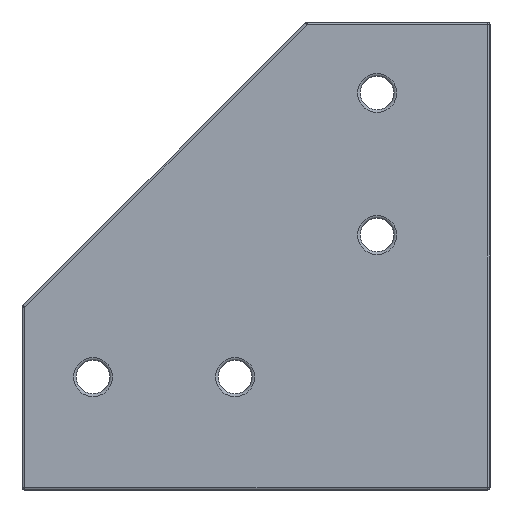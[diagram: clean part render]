
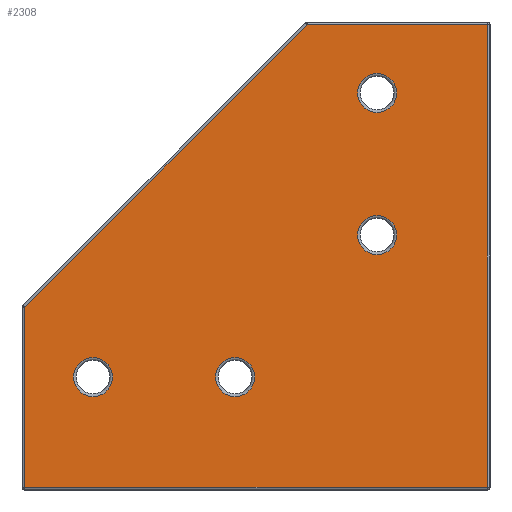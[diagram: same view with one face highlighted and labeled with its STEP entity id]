
A CAD part, left-side view. The second image highlights one B-rep face of the part: STEP entity #2308.
In plain terms, the highlighted planar face has unit normal (-1, 0, 0).
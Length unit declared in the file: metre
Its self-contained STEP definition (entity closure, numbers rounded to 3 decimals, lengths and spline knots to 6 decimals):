
#172=CIRCLE('',#2511,0.0035);
#173=CIRCLE('',#2512,0.0035);
#174=CIRCLE('',#2513,0.0035);
#175=CIRCLE('',#2514,0.0035);
#378=ORIENTED_EDGE('',*,*,#1010,.T.);
#379=ORIENTED_EDGE('',*,*,#1011,.T.);
#380=ORIENTED_EDGE('',*,*,#1012,.T.);
#381=ORIENTED_EDGE('',*,*,#1013,.T.);
#382=ORIENTED_EDGE('',*,*,#1014,.T.);
#383=ORIENTED_EDGE('',*,*,#1015,.T.);
#384=ORIENTED_EDGE('',*,*,#1016,.T.);
#385=ORIENTED_EDGE('',*,*,#1017,.T.);
#386=ORIENTED_EDGE('',*,*,#1018,.T.);
#1010=EDGE_CURVE('',#1326,#1326,#172,.T.);
#1011=EDGE_CURVE('',#1327,#1327,#173,.T.);
#1012=EDGE_CURVE('',#1328,#1328,#174,.T.);
#1013=EDGE_CURVE('',#1329,#1329,#175,.T.);
#1014=EDGE_CURVE('',#1330,#1331,#1516,.T.);
#1015=EDGE_CURVE('',#1331,#1332,#1517,.T.);
#1016=EDGE_CURVE('',#1332,#1333,#1518,.F.);
#1017=EDGE_CURVE('',#1333,#1334,#1519,.F.);
#1018=EDGE_CURVE('',#1334,#1330,#1520,.F.);
#1326=VERTEX_POINT('',#3776);
#1327=VERTEX_POINT('',#3778);
#1328=VERTEX_POINT('',#3780);
#1329=VERTEX_POINT('',#3782);
#1330=VERTEX_POINT('',#3784);
#1331=VERTEX_POINT('',#3785);
#1332=VERTEX_POINT('',#3787);
#1333=VERTEX_POINT('',#3789);
#1334=VERTEX_POINT('',#3791);
#1516=LINE('',#3783,#1642);
#1517=LINE('',#3786,#1643);
#1518=LINE('',#3788,#1644);
#1519=LINE('',#3790,#1645);
#1520=LINE('',#3792,#1646);
#1642=VECTOR('',#2917,1.);
#1643=VECTOR('',#2918,1.);
#1644=VECTOR('',#2919,1.);
#1645=VECTOR('',#2920,1.);
#1646=VECTOR('',#2921,1.);
#1758=EDGE_LOOP('',(#378));
#1759=EDGE_LOOP('',(#379));
#1760=EDGE_LOOP('',(#380));
#1761=EDGE_LOOP('',(#381));
#1762=EDGE_LOOP('',(#382,#383,#384,#385,#386));
#2024=FACE_BOUND('',#1758,.T.);
#2025=FACE_BOUND('',#1759,.T.);
#2026=FACE_BOUND('',#1760,.T.);
#2027=FACE_BOUND('',#1761,.T.);
#2028=FACE_BOUND('',#1762,.T.);
#2282=PLANE('',#2510);
#2308=ADVANCED_FACE('',(#2024,#2025,#2026,#2027,#2028),#2282,.F.);
#2510=AXIS2_PLACEMENT_3D('',#3774,#2907,#2908);
#2511=AXIS2_PLACEMENT_3D('',#3775,#2909,#2910);
#2512=AXIS2_PLACEMENT_3D('',#3777,#2911,#2912);
#2513=AXIS2_PLACEMENT_3D('',#3779,#2913,#2914);
#2514=AXIS2_PLACEMENT_3D('',#3781,#2915,#2916);
#2907=DIRECTION('',(1.,0.,0.));
#2908=DIRECTION('',(0.,0.,-1.));
#2909=DIRECTION('',(1.,0.,0.));
#2910=DIRECTION('',(0.,0.,-1.));
#2911=DIRECTION('',(1.,0.,0.));
#2912=DIRECTION('',(0.,0.,-1.));
#2913=DIRECTION('',(1.,0.,0.));
#2914=DIRECTION('',(0.,0.,-1.));
#2915=DIRECTION('',(1.,0.,0.));
#2916=DIRECTION('',(0.,0.,-1.));
#2917=DIRECTION('',(0.,0.,-1.));
#2918=DIRECTION('',(0.,-1.,0.));
#2919=DIRECTION('',(0.,0.,-1.));
#2920=DIRECTION('',(0.,-1.,0.));
#2921=DIRECTION('',(0.,-0.707,0.707));
#3774=CARTESIAN_POINT('',(0.,-0.028,0.0329));
#3775=CARTESIAN_POINT('',(0.,-0.0127,0.0202));
#3776=CARTESIAN_POINT('',(0.,-0.0127,0.0167));
#3777=CARTESIAN_POINT('',(0.,-0.0381,0.0202));
#3778=CARTESIAN_POINT('',(0.,-0.0381,0.0167));
#3779=CARTESIAN_POINT('',(0.,-0.0635,0.071));
#3780=CARTESIAN_POINT('',(0.,-0.0635,0.0675));
#3781=CARTESIAN_POINT('',(0.,-0.0635,0.0456));
#3782=CARTESIAN_POINT('',(0.,-0.0635,0.0421));
#3783=CARTESIAN_POINT('',(0.,-0.0005,0.));
#3784=CARTESIAN_POINT('',(0.,-0.0005,0.032693));
#3785=CARTESIAN_POINT('',(0.,-0.0005,0.0005));
#3786=CARTESIAN_POINT('',(0.,-0.028,0.0005));
#3787=CARTESIAN_POINT('',(0.,-0.0832,0.0005));
#3788=CARTESIAN_POINT('',(0.,-0.0832,0.0329));
#3789=CARTESIAN_POINT('',(0.,-0.0832,0.0832));
#3790=CARTESIAN_POINT('',(0.,-0.0508,0.0832));
#3791=CARTESIAN_POINT('',(0.,-0.051007,0.0832));
#3792=CARTESIAN_POINT('',(0.,-0.014354,0.046546));
